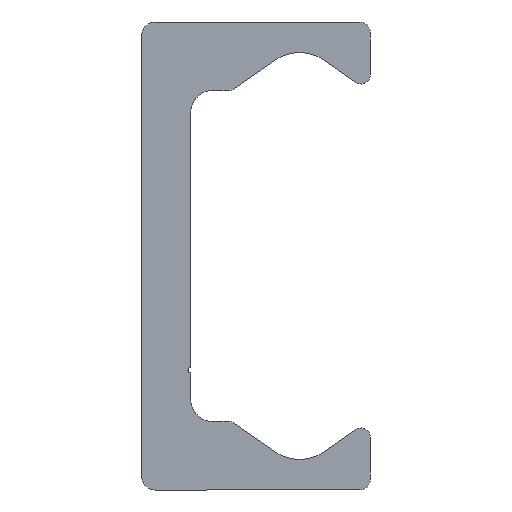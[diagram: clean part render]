
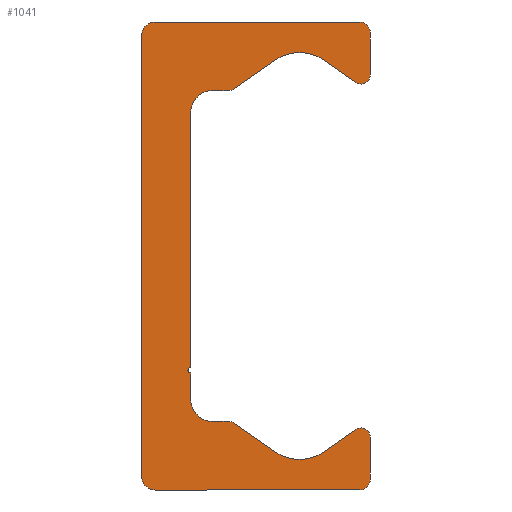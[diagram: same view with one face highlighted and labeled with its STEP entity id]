
A CAD part, left-side view. The second image highlights one B-rep face of the part: STEP entity #1041.
In plain terms, the highlighted planar face has unit normal (-1, 0, 0).
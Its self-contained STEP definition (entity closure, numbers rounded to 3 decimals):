
#180=CARTESIAN_POINT('',(0.0,9.25,-21.5));
#181=VERTEX_POINT('',#180);
#188=CARTESIAN_POINT('',(0.0,10.5,-20.25));
#189=VERTEX_POINT('',#188);
#190=CARTESIAN_POINT('',(0.0,9.25,-20.25));
#191=DIRECTION('',(1.0,0.0,0.0));
#192=DIRECTION('',(0.0,0.0,-1.0));
#193=AXIS2_PLACEMENT_3D('',#190,#191,#192);
#194=CIRCLE('',#193,1.25);
#195=EDGE_CURVE('',#181,#189,#194,.T.);
#219=CARTESIAN_POINT('',(0.0,-9.5,-21.5));
#220=VERTEX_POINT('',#219);
#227=CARTESIAN_POINT('',(0.0,-9.5,-21.5));
#228=DIRECTION('',(0.0,1.0,0.0));
#229=VECTOR('',#228,18.75);
#230=LINE('',#227,#229);
#231=EDGE_CURVE('',#220,#181,#230,.T.);
#251=CARTESIAN_POINT('',(0.0,-10.5,-20.5));
#252=VERTEX_POINT('',#251);
#259=CARTESIAN_POINT('',(0.0,-9.5,-20.5));
#260=DIRECTION('',(1.0,0.0,0.0));
#261=DIRECTION('',(0.0,-1.0,0.0));
#262=AXIS2_PLACEMENT_3D('',#259,#260,#261);
#263=CIRCLE('',#262,1.0);
#264=EDGE_CURVE('',#252,#220,#263,.T.);
#283=CARTESIAN_POINT('',(0.0,-10.5,-16.65));
#284=VERTEX_POINT('',#283);
#291=CARTESIAN_POINT('',(0.0,-10.5,-16.65));
#292=DIRECTION('',(0.0,0.0,-1.0));
#293=VECTOR('',#292,3.85);
#294=LINE('',#291,#293);
#295=EDGE_CURVE('',#284,#252,#294,.T.);
#315=CARTESIAN_POINT('',(0.0,-9.162,-15.954));
#316=VERTEX_POINT('',#315);
#323=CARTESIAN_POINT('',(0.0,-9.65,-16.65));
#324=DIRECTION('',(1.0,0.0,0.0));
#325=DIRECTION('',(0.0,0.574,0.819));
#326=AXIS2_PLACEMENT_3D('',#323,#324,#325);
#327=CIRCLE('',#326,0.85);
#328=EDGE_CURVE('',#316,#284,#327,.T.);
#347=CARTESIAN_POINT('',(0.0,-6.294,-17.962));
#348=VERTEX_POINT('',#347);
#355=CARTESIAN_POINT('',(0.0,-6.294,-17.962));
#356=DIRECTION('',(0.0,-0.819,0.574));
#357=VECTOR('',#356,3.501);
#358=LINE('',#355,#357);
#359=EDGE_CURVE('',#348,#316,#358,.T.);
#379=CARTESIAN_POINT('',(0.0,-1.706,-17.962));
#380=VERTEX_POINT('',#379);
#387=CARTESIAN_POINT('',(0.0,-4.,-14.685));
#388=DIRECTION('',(-1.0,0.0,0.0));
#389=DIRECTION('',(0.0,0.574,0.819));
#390=AXIS2_PLACEMENT_3D('',#387,#388,#389);
#391=CIRCLE('',#390,4.0);
#392=EDGE_CURVE('',#380,#348,#391,.T.);
#411=CARTESIAN_POINT('',(0.0,1.981,-15.381));
#412=VERTEX_POINT('',#411);
#419=CARTESIAN_POINT('',(0.0,1.981,-15.381));
#420=DIRECTION('',(0.0,-0.819,-0.574));
#421=VECTOR('',#420,4.5);
#422=LINE('',#419,#421);
#423=EDGE_CURVE('',#412,#380,#422,.T.);
#443=CARTESIAN_POINT('',(0.0,2.554,-15.2));
#444=VERTEX_POINT('',#443);
#451=CARTESIAN_POINT('',(0.0,2.554,-16.2));
#452=DIRECTION('',(1.0,0.0,0.0));
#453=DIRECTION('',(0.0,0.0,1.0));
#454=AXIS2_PLACEMENT_3D('',#451,#452,#453);
#455=CIRCLE('',#454,1.);
#456=EDGE_CURVE('',#444,#412,#455,.T.);
#475=CARTESIAN_POINT('',(0.0,4.0,-15.2));
#476=VERTEX_POINT('',#475);
#483=CARTESIAN_POINT('',(0.0,4.0,-15.2));
#484=DIRECTION('',(0.0,-1.0,0.0));
#485=VECTOR('',#484,1.446);
#486=LINE('',#483,#485);
#487=EDGE_CURVE('',#476,#444,#486,.T.);
#507=CARTESIAN_POINT('',(0.0,6.,-13.2));
#508=VERTEX_POINT('',#507);
#515=CARTESIAN_POINT('',(0.0,4.,-13.2));
#516=DIRECTION('',(-1.0,0.0,0.0));
#517=DIRECTION('',(0.0,0.0,1.0));
#518=AXIS2_PLACEMENT_3D('',#515,#516,#517);
#519=CIRCLE('',#518,2.0);
#520=EDGE_CURVE('',#508,#476,#519,.T.);
#539=CARTESIAN_POINT('',(0.0,6.,-10.75));
#540=VERTEX_POINT('',#539);
#547=CARTESIAN_POINT('',(0.0,6.,-10.75));
#548=DIRECTION('',(0.0,0.0,-1.0));
#549=VECTOR('',#548,2.45);
#550=LINE('',#547,#549);
#551=EDGE_CURVE('',#540,#508,#550,.T.);
#571=CARTESIAN_POINT('',(0.0,6.,-10.25));
#572=VERTEX_POINT('',#571);
#579=CARTESIAN_POINT('',(0.0,6.,-10.5));
#580=DIRECTION('',(-1.0,0.0,0.0));
#581=DIRECTION('',(0.0,0.0,1.0));
#582=AXIS2_PLACEMENT_3D('',#579,#580,#581);
#583=CIRCLE('',#582,0.25);
#584=EDGE_CURVE('',#572,#540,#583,.T.);
#603=CARTESIAN_POINT('',(0.0,6.,13.2));
#604=VERTEX_POINT('',#603);
#611=CARTESIAN_POINT('',(0.0,6.,13.2));
#612=DIRECTION('',(0.0,0.0,-1.0));
#613=VECTOR('',#612,23.45);
#614=LINE('',#611,#613);
#615=EDGE_CURVE('',#604,#572,#614,.T.);
#641=CARTESIAN_POINT('',(0.0,4.0,15.2));
#642=VERTEX_POINT('',#641);
#649=CARTESIAN_POINT('',(0.0,4.,13.2));
#650=DIRECTION('',(-1.0,0.0,0.0));
#651=DIRECTION('',(0.0,-1.0,0.0));
#652=AXIS2_PLACEMENT_3D('',#649,#650,#651);
#653=CIRCLE('',#652,2.0);
#654=EDGE_CURVE('',#642,#604,#653,.T.);
#673=CARTESIAN_POINT('',(0.0,2.554,15.2));
#674=VERTEX_POINT('',#673);
#681=CARTESIAN_POINT('',(0.0,2.554,15.2));
#682=DIRECTION('',(0.0,1.0,0.0));
#683=VECTOR('',#682,1.446);
#684=LINE('',#681,#683);
#685=EDGE_CURVE('',#674,#642,#684,.T.);
#705=CARTESIAN_POINT('',(0.0,1.981,15.381));
#706=VERTEX_POINT('',#705);
#713=CARTESIAN_POINT('',(0.0,2.554,16.2));
#714=DIRECTION('',(1.0,0.0,0.0));
#715=DIRECTION('',(0.0,-0.574,-0.819));
#716=AXIS2_PLACEMENT_3D('',#713,#714,#715);
#717=CIRCLE('',#716,1.);
#718=EDGE_CURVE('',#706,#674,#717,.T.);
#737=CARTESIAN_POINT('',(0.0,-1.706,17.962));
#738=VERTEX_POINT('',#737);
#745=CARTESIAN_POINT('',(0.0,-1.706,17.962));
#746=DIRECTION('',(0.0,0.819,-0.574));
#747=VECTOR('',#746,4.5);
#748=LINE('',#745,#747);
#749=EDGE_CURVE('',#738,#706,#748,.T.);
#769=CARTESIAN_POINT('',(0.0,-6.294,17.962));
#770=VERTEX_POINT('',#769);
#777=CARTESIAN_POINT('',(0.0,-4.,14.685));
#778=DIRECTION('',(-1.0,0.0,0.0));
#779=DIRECTION('',(0.0,-0.574,-0.819));
#780=AXIS2_PLACEMENT_3D('',#777,#778,#779);
#781=CIRCLE('',#780,4.0);
#782=EDGE_CURVE('',#770,#738,#781,.T.);
#801=CARTESIAN_POINT('',(0.0,-9.162,15.954));
#802=VERTEX_POINT('',#801);
#809=CARTESIAN_POINT('',(0.0,-9.162,15.954));
#810=DIRECTION('',(0.0,0.819,0.574));
#811=VECTOR('',#810,3.501);
#812=LINE('',#809,#811);
#813=EDGE_CURVE('',#802,#770,#812,.T.);
#833=CARTESIAN_POINT('',(0.0,-10.5,16.65));
#834=VERTEX_POINT('',#833);
#841=CARTESIAN_POINT('',(0.0,-9.65,16.65));
#842=DIRECTION('',(1.0,0.0,0.0));
#843=DIRECTION('',(0.0,-1.0,0.0));
#844=AXIS2_PLACEMENT_3D('',#841,#842,#843);
#845=CIRCLE('',#844,0.85);
#846=EDGE_CURVE('',#834,#802,#845,.T.);
#865=CARTESIAN_POINT('',(0.0,-10.5,20.5));
#866=VERTEX_POINT('',#865);
#873=CARTESIAN_POINT('',(0.0,-10.5,20.5));
#874=DIRECTION('',(0.0,0.0,-1.0));
#875=VECTOR('',#874,3.85);
#876=LINE('',#873,#875);
#877=EDGE_CURVE('',#866,#834,#876,.T.);
#897=CARTESIAN_POINT('',(0.0,-9.5,21.5));
#898=VERTEX_POINT('',#897);
#905=CARTESIAN_POINT('',(0.0,-9.5,20.5));
#906=DIRECTION('',(1.0,0.0,0.0));
#907=DIRECTION('',(0.0,0.0,1.0));
#908=AXIS2_PLACEMENT_3D('',#905,#906,#907);
#909=CIRCLE('',#908,1.0);
#910=EDGE_CURVE('',#898,#866,#909,.T.);
#929=CARTESIAN_POINT('',(0.0,9.25,21.5));
#930=VERTEX_POINT('',#929);
#937=CARTESIAN_POINT('',(0.0,9.25,21.5));
#938=DIRECTION('',(0.0,-1.0,0.0));
#939=VECTOR('',#938,18.75);
#940=LINE('',#937,#939);
#941=EDGE_CURVE('',#930,#898,#940,.T.);
#961=CARTESIAN_POINT('',(0.0,10.5,20.25));
#962=VERTEX_POINT('',#961);
#969=CARTESIAN_POINT('',(0.0,9.25,20.25));
#970=DIRECTION('',(1.0,0.0,0.0));
#971=DIRECTION('',(0.0,1.0,0.0));
#972=AXIS2_PLACEMENT_3D('',#969,#970,#971);
#973=CIRCLE('',#972,1.25);
#974=EDGE_CURVE('',#962,#930,#973,.T.);
#992=CARTESIAN_POINT('',(0.0,10.5,-20.25));
#993=DIRECTION('',(0.0,0.0,1.0));
#994=VECTOR('',#993,40.5);
#995=LINE('',#992,#994);
#996=EDGE_CURVE('',#189,#962,#995,.T.);
#1008=CARTESIAN_POINT('',(0.0,2.66,-0.019));
#1009=DIRECTION('',(1.0,0.0,0.0));
#1010=DIRECTION('',(0.0,0.0,-1.0));
#1011=AXIS2_PLACEMENT_3D('',#1008,#1009,#1010);
#1012=PLANE('',#1011);
#1013=ORIENTED_EDGE('',*,*,#996,.F.);
#1014=ORIENTED_EDGE('',*,*,#195,.F.);
#1015=ORIENTED_EDGE('',*,*,#231,.F.);
#1016=ORIENTED_EDGE('',*,*,#264,.F.);
#1017=ORIENTED_EDGE('',*,*,#295,.F.);
#1018=ORIENTED_EDGE('',*,*,#328,.F.);
#1019=ORIENTED_EDGE('',*,*,#359,.F.);
#1020=ORIENTED_EDGE('',*,*,#392,.F.);
#1021=ORIENTED_EDGE('',*,*,#423,.F.);
#1022=ORIENTED_EDGE('',*,*,#456,.F.);
#1023=ORIENTED_EDGE('',*,*,#487,.F.);
#1024=ORIENTED_EDGE('',*,*,#520,.F.);
#1025=ORIENTED_EDGE('',*,*,#551,.F.);
#1026=ORIENTED_EDGE('',*,*,#584,.F.);
#1027=ORIENTED_EDGE('',*,*,#615,.F.);
#1028=ORIENTED_EDGE('',*,*,#654,.F.);
#1029=ORIENTED_EDGE('',*,*,#685,.F.);
#1030=ORIENTED_EDGE('',*,*,#718,.F.);
#1031=ORIENTED_EDGE('',*,*,#749,.F.);
#1032=ORIENTED_EDGE('',*,*,#782,.F.);
#1033=ORIENTED_EDGE('',*,*,#813,.F.);
#1034=ORIENTED_EDGE('',*,*,#846,.F.);
#1035=ORIENTED_EDGE('',*,*,#877,.F.);
#1036=ORIENTED_EDGE('',*,*,#910,.F.);
#1037=ORIENTED_EDGE('',*,*,#941,.F.);
#1038=ORIENTED_EDGE('',*,*,#974,.F.);
#1039=EDGE_LOOP('',(#1013,#1014,#1015,#1016,#1017,#1018,#1019,#1020,#1021,#1022,#1023,#1024,#1025,#1026,#1027,#1028,#1029,#1030,#1031,#1032,#1033,#1034,#1035,#1036,#1037,#1038));
#1040=FACE_OUTER_BOUND('',#1039,.T.);
#1041=ADVANCED_FACE('',(#1040),#1012,.F.);
